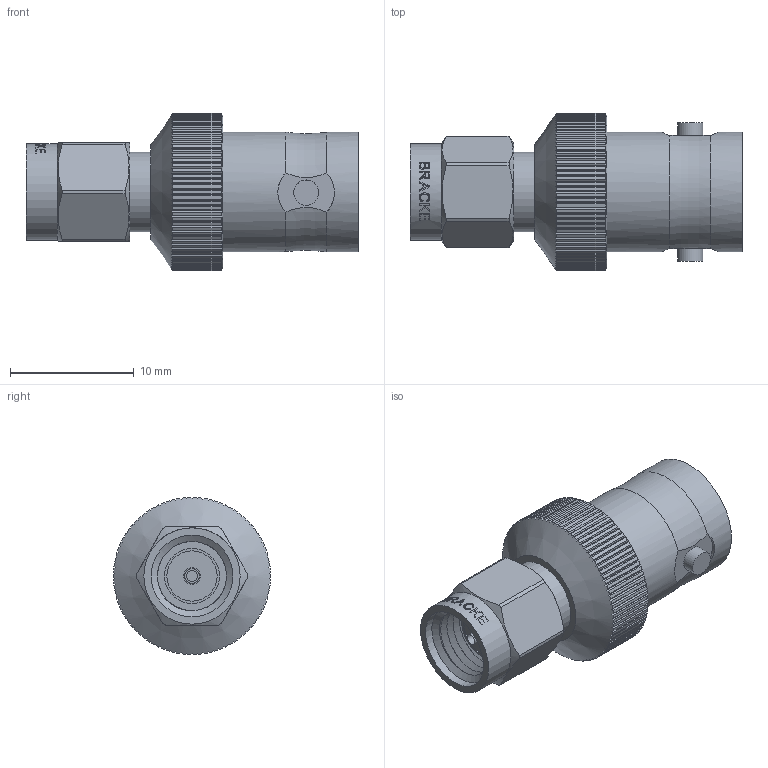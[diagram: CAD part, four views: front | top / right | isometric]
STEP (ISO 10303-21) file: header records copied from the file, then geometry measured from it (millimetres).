
FILE_DESCRIPTION(/* description */ (''),/* implementation_level */ '2;1');
FILE_NAME(/* name */ 'BM50125.step',/* time_stamp */ '2023-12-19T15:40:35-08:00',/* author */ (''),/* organization */ (''),/* preprocessor_version */ 'ST-DEVELOPER v20',/* originating_system */ 'Autodesk Translation Framework v12.14.0.127',/* authorisation */ '');
FILE_SCHEMA (('AUTOMOTIVE_DESIGN { 1 0 10303 214 3 1 1 }'));
Length unit declared in the file: inch
Products named in the file (1): (Unsaved)
Bounding box: 26.82 x 12.7 x 12.7 mm (x, y, z)
Volume: 1461.5 mm3; surface area: 2253.1 mm2
Topology: 8 solids, 8 shells, 617 faces, 1749 edges, 1166 vertices
Faces by surface type: plane 465, cylinder 136, cone 12, bspline 2, torus 2
Full cylindrical faces by diameter (mm): 0.517 x1, 0.781 x2, 0.889 x1, 1.246 x1, 1.27 x1, 1.315 x1, 1.778 x1, 2.032 x2, 2.083 x2, 2.227 x1, 2.515 x1, 4.064 x1, 4.435 x1, 4.853 x1, 5.588 x1, 6.452 x1, 6.604 x2, 6.808 x1, 7.772 x1, 8.382 x1, 9.652 x2
Entity records: 21417 total; most frequent: CARTESIAN_POINT 5806, ORIENTED_EDGE 3496, DIRECTION 3284, EDGE_CURVE 1748, AXIS2_PLACEMENT_3D 1332, VERTEX_POINT 1166, EDGE_LOOP 648, LINE 620
